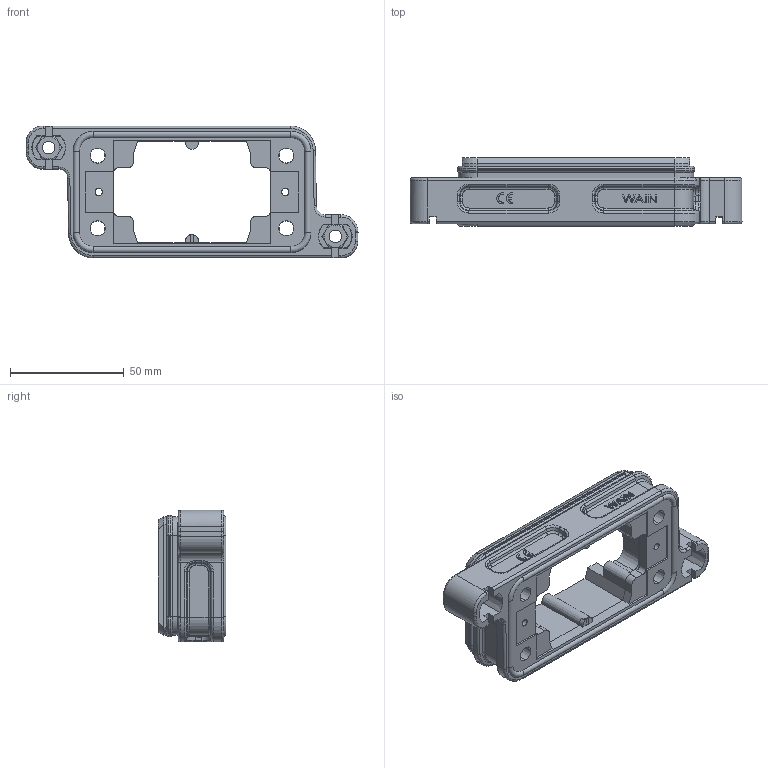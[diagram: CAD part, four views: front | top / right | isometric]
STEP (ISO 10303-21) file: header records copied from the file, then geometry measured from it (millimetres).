
FILE_DESCRIPTION(/* description */ (''),/* implementation_level */ '2;1');
FILE_NAME(/* name */ '3D_1136103201001_HP10B_H-BK-2H_V1.1.stp',/* time_stamp */ '2024-01-15T16:14:24+08:00',/* author */ (''),/* organization */ (''),/* preprocessor_version */ 'ST-DEVELOPER v18.1',/* originating_system */ 'SIEMENS PLM Software NX 1980',/* authorisation */ '');
FILE_SCHEMA (('AP203_CONFIGURATION_CONTROLLED_3D_DESIGN_OF_MECHANICAL_PARTS_AND_ASSEMBLIES_MIM_LF { 1 0 10303 403 2 1 2}'));
Length unit declared in the file: millimetre
Products named in the file (1): temp1
Bounding box: 146 x 29.9 x 58 mm (x, y, z)
Volume: 64677.2 mm3; surface area: 38039.5 mm2
Topology: 15 solids, 15 shells, 701 faces, 1732 edges, 1067 vertices
Faces by surface type: plane 354, cylinder 154, cone 89, torus 68, bspline 20, extrusion 16
Entity records: 22390 total; most frequent: CARTESIAN_POINT 6644, ORIENTED_EDGE 3464, DIRECTION 2864, EDGE_CURVE 1732, VERTEX_POINT 1067, AXIS2_PLACEMENT_3D 1046, VECTOR 772, LINE 756
